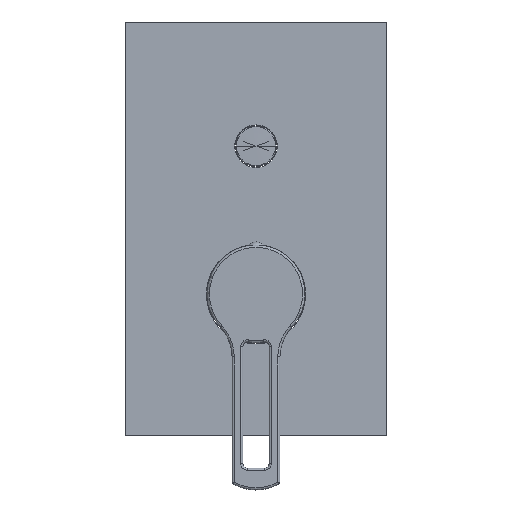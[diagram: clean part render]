
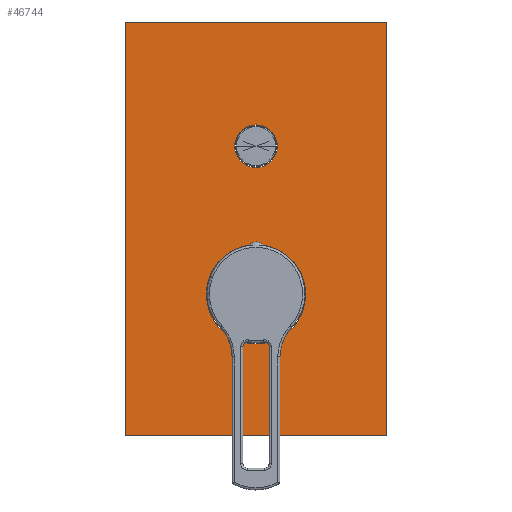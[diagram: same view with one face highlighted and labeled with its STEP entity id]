
A CAD part, top view. The second image highlights one B-rep face of the part: STEP entity #46744.
In plain terms, the highlighted planar face has unit normal (0, 0, 1).
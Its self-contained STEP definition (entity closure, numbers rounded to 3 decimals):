
#46549=DIRECTION('',(0.,1.,0.));
#46550=VECTOR('',#46549,190.);
#46551=CARTESIAN_POINT('',(60.,-65.,47.5));
#46552=LINE('',#46551,#46550);
#46553=DIRECTION('',(1.,0.,0.));
#46554=VECTOR('',#46553,120.);
#46555=CARTESIAN_POINT('',(-60.,-65.,47.5));
#46556=LINE('',#46555,#46554);
#46557=DIRECTION('',(0.,-1.,0.));
#46558=VECTOR('',#46557,190.);
#46559=CARTESIAN_POINT('',(-60.,125.,47.5));
#46560=LINE('',#46559,#46558);
#46561=DIRECTION('',(-1.,0.,0.));
#46562=VECTOR('',#46561,120.);
#46563=CARTESIAN_POINT('',(60.,125.,47.5));
#46564=LINE('',#46563,#46562);
#46565=CARTESIAN_POINT('',(0.,0.,47.5));
#46566=DIRECTION('',(0.,0.,-1.));
#46567=DIRECTION('',(-1.,0.,0.));
#46568=AXIS2_PLACEMENT_3D('',#46565,#46566,#46567);
#46570=CARTESIAN_POINT('',(0.,0.,47.5));
#46571=DIRECTION('',(0.,0.,-1.));
#46572=DIRECTION('',(1.,0.,0.));
#46573=AXIS2_PLACEMENT_3D('',#46570,#46571,#46572);
#46575=CARTESIAN_POINT('',(0.,68.,47.5));
#46576=DIRECTION('',(0.,0.,-1.));
#46577=DIRECTION('',(-1.,0.,0.));
#46578=AXIS2_PLACEMENT_3D('',#46575,#46576,#46577);
#46580=CARTESIAN_POINT('',(0.,68.,47.5));
#46581=DIRECTION('',(0.,0.,-1.));
#46582=DIRECTION('',(1.,0.,0.));
#46583=AXIS2_PLACEMENT_3D('',#46580,#46581,#46582);
#46625=CARTESIAN_POINT('',(-22.8,0.,47.5));
#46626=CARTESIAN_POINT('',(22.8,0.,47.5));
#46627=VERTEX_POINT('',#46625);
#46628=VERTEX_POINT('',#46626);
#46629=CARTESIAN_POINT('',(-9.75,68.,47.5));
#46630=CARTESIAN_POINT('',(9.75,68.,47.5));
#46631=VERTEX_POINT('',#46629);
#46632=VERTEX_POINT('',#46630);
#46633=CARTESIAN_POINT('',(60.,-65.,47.5));
#46634=CARTESIAN_POINT('',(60.,125.,47.5));
#46635=VERTEX_POINT('',#46633);
#46636=VERTEX_POINT('',#46634);
#46637=CARTESIAN_POINT('',(-60.,125.,47.5));
#46638=VERTEX_POINT('',#46637);
#46639=CARTESIAN_POINT('',(-60.,-65.,47.5));
#46640=VERTEX_POINT('',#46639);
#46719=CARTESIAN_POINT('',(0.,30.,47.5));
#46720=DIRECTION('',(0.,0.,1.));
#46721=DIRECTION('',(-1.,0.,0.));
#46722=AXIS2_PLACEMENT_3D('',#46719,#46720,#46721);
#46723=PLANE('',#46722);
#46724=ORIENTED_EDGE('',*,*,#46705,.F.);
#46725=ORIENTED_EDGE('',*,*,#46650,.F.);
#46727=ORIENTED_EDGE('',*,*,#46726,.F.);
#46729=ORIENTED_EDGE('',*,*,#46728,.F.);
#46730=EDGE_LOOP('',(#46724,#46725,#46727,#46729));
#46731=FACE_OUTER_BOUND('',#46730,.F.);
#46733=ORIENTED_EDGE('',*,*,#46732,.F.);
#46735=ORIENTED_EDGE('',*,*,#46734,.F.);
#46736=EDGE_LOOP('',(#46733,#46735));
#46737=FACE_BOUND('',#46736,.F.);
#46739=ORIENTED_EDGE('',*,*,#46738,.F.);
#46741=ORIENTED_EDGE('',*,*,#46740,.F.);
#46742=EDGE_LOOP('',(#46739,#46741));
#46743=FACE_BOUND('',#46742,.F.);
#46744=ADVANCED_FACE('',(#46731,#46737,#46743),#46723,.T.);
#46569=CIRCLE('',#46568,22.8);
#46574=CIRCLE('',#46573,22.8);
#46579=CIRCLE('',#46578,9.75);
#46584=CIRCLE('',#46583,9.75);
#46650=EDGE_CURVE('',#46640,#46635,#46556,.T.);
#46705=EDGE_CURVE('',#46635,#46636,#46552,.T.);
#46726=EDGE_CURVE('',#46638,#46640,#46560,.T.);
#46728=EDGE_CURVE('',#46636,#46638,#46564,.T.);
#46732=EDGE_CURVE('',#46627,#46628,#46569,.T.);
#46734=EDGE_CURVE('',#46628,#46627,#46574,.T.);
#46738=EDGE_CURVE('',#46631,#46632,#46579,.T.);
#46740=EDGE_CURVE('',#46632,#46631,#46584,.T.);
